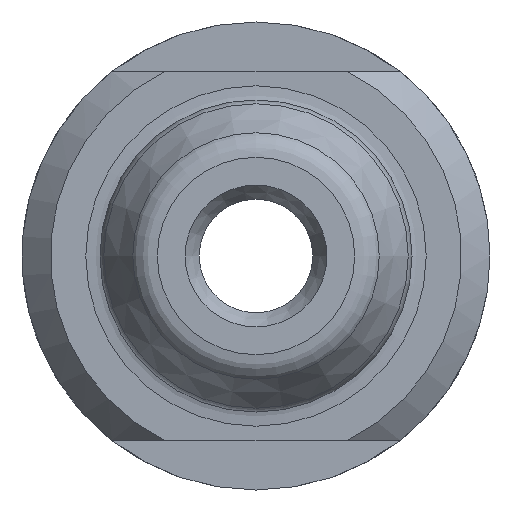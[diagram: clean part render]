
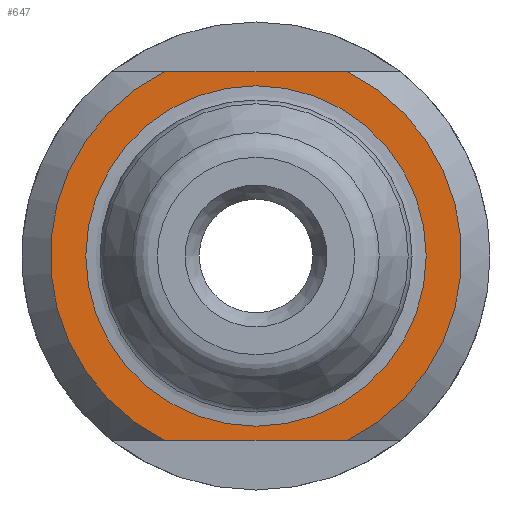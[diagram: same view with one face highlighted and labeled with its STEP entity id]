
A CAD part, left-side view. The second image highlights one B-rep face of the part: STEP entity #647.
In plain terms, the highlighted planar face has unit normal (-1, 0, 0).
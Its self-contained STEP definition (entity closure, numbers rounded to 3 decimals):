
#28=FACE_BOUND('',#112,.T.);
#35=PLANE('',#756);
#72=FACE_OUTER_BOUND('',#111,.T.);
#111=EDGE_LOOP('',(#532,#533,#534,#535));
#112=EDGE_LOOP('',(#536,#537));
#142=LINE('',#1162,#167);
#143=LINE('',#1166,#168);
#167=VECTOR('',#948,10.);
#168=VECTOR('',#951,10.);
#231=CIRCLE('',#752,6.);
#232=CIRCLE('',#753,6.);
#235=CIRCLE('',#757,7.25);
#236=CIRCLE('',#758,7.25);
#296=VERTEX_POINT('',#1151);
#297=VERTEX_POINT('',#1153);
#299=VERTEX_POINT('',#1160);
#300=VERTEX_POINT('',#1161);
#301=VERTEX_POINT('',#1163);
#302=VERTEX_POINT('',#1165);
#381=EDGE_CURVE('',#296,#297,#231,.T.);
#382=EDGE_CURVE('',#297,#296,#232,.T.);
#385=EDGE_CURVE('',#299,#300,#142,.T.);
#386=EDGE_CURVE('',#301,#300,#235,.T.);
#387=EDGE_CURVE('',#301,#302,#143,.T.);
#388=EDGE_CURVE('',#299,#302,#236,.T.);
#532=ORIENTED_EDGE('',*,*,#385,.T.);
#533=ORIENTED_EDGE('',*,*,#386,.F.);
#534=ORIENTED_EDGE('',*,*,#387,.T.);
#535=ORIENTED_EDGE('',*,*,#388,.F.);
#536=ORIENTED_EDGE('',*,*,#382,.F.);
#537=ORIENTED_EDGE('',*,*,#381,.F.);
#647=ADVANCED_FACE('',(#72,#28),#35,.T.);
#752=AXIS2_PLACEMENT_3D('',#1154,#938,#939);
#753=AXIS2_PLACEMENT_3D('',#1155,#940,#941);
#756=AXIS2_PLACEMENT_3D('',#1159,#946,#947);
#757=AXIS2_PLACEMENT_3D('',#1164,#949,#950);
#758=AXIS2_PLACEMENT_3D('',#1167,#952,#953);
#938=DIRECTION('center_axis',(-1.,0.,0.));
#939=DIRECTION('ref_axis',(0.,-1.,0.));
#940=DIRECTION('center_axis',(-1.,0.,0.));
#941=DIRECTION('ref_axis',(0.,-1.,0.));
#946=DIRECTION('center_axis',(-1.,0.,0.));
#947=DIRECTION('ref_axis',(0.,0.,1.));
#948=DIRECTION('',(0.,1.,0.));
#949=DIRECTION('center_axis',(1.,0.,0.));
#950=DIRECTION('ref_axis',(0.,-1.,0.));
#951=DIRECTION('',(0.,-1.,0.));
#952=DIRECTION('center_axis',(1.,0.,0.));
#953=DIRECTION('ref_axis',(0.,-1.,0.));
#1151=CARTESIAN_POINT('',(18.,0.,6.));
#1153=CARTESIAN_POINT('',(18.,6.,0.));
#1154=CARTESIAN_POINT('Origin',(18.,0.,0.));
#1155=CARTESIAN_POINT('Origin',(18.,0.,0.));
#1159=CARTESIAN_POINT('Origin',(18.,6.125,0.));
#1160=CARTESIAN_POINT('',(18.,-3.211,6.5));
#1161=CARTESIAN_POINT('',(18.,3.211,6.5));
#1162=CARTESIAN_POINT('',(18.,6.813,6.5));
#1163=CARTESIAN_POINT('',(18.,3.211,-6.5));
#1164=CARTESIAN_POINT('Origin',(18.,0.,0.));
#1165=CARTESIAN_POINT('',(18.,-3.211,-6.5));
#1166=CARTESIAN_POINT('',(18.,-0.687,-6.5));
#1167=CARTESIAN_POINT('Origin',(18.,0.,0.));
